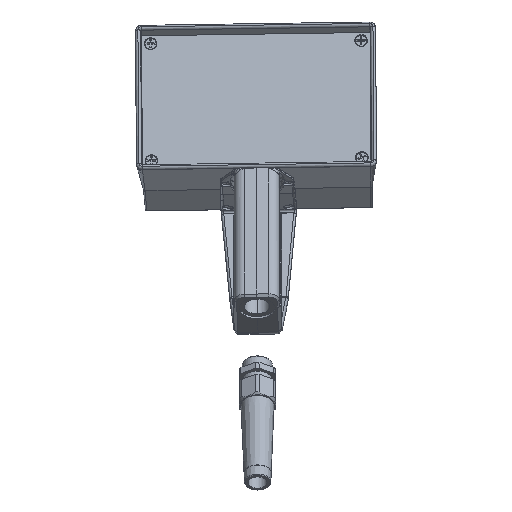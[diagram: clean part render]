
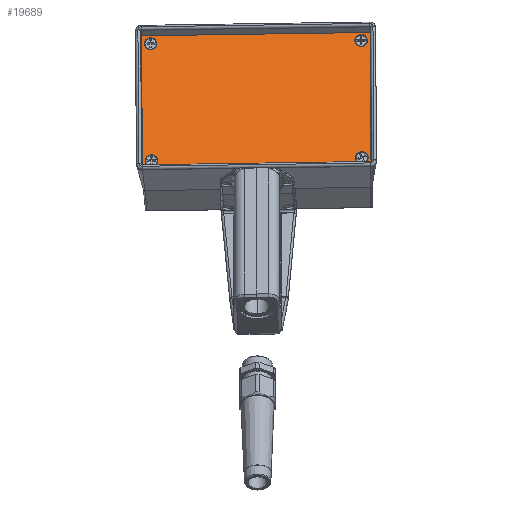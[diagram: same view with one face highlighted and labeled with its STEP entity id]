
A CAD part, top view. The second image highlights one B-rep face of the part: STEP entity #19689.
In plain terms, the highlighted face is planar.
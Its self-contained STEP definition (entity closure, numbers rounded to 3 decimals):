
#14 = CARTESIAN_POINT ( 'NONE',  ( 46.4, -70., 3. ) ) ;
#373 = LINE ( 'NONE', #14644, #5632 ) ;
#640 = FACE_BOUND ( 'NONE', #10799, .T. ) ;
#820 = VECTOR ( 'NONE', #16754, 1000. ) ;
#992 = LINE ( 'NONE', #11784, #32855 ) ;
#1078 = DIRECTION ( 'NONE',  ( 0., 0., 1. ) ) ;
#1121 = CARTESIAN_POINT ( 'NONE',  ( -48., 75.5, 3. ) ) ;
#1318 = ORIENTED_EDGE ( 'NONE', *, *, #4411, .F. ) ;
#1341 = VERTEX_POINT ( 'NONE', #4362 ) ;
#1618 = LINE ( 'NONE', #29546, #820 ) ;
#1638 = CARTESIAN_POINT ( 'NONE',  ( -48.5, 75.5, 3. ) ) ;
#2009 = AXIS2_PLACEMENT_3D ( 'NONE', #2239, #20298, #4836 ) ;
#2093 = CIRCLE ( 'NONE', #2009, 3.9 ) ;
#2170 = VERTEX_POINT ( 'NONE', #20407 ) ;
#2220 = ORIENTED_EDGE ( 'NONE', *, *, #29119, .T. ) ;
#2239 = CARTESIAN_POINT ( 'NONE',  ( -42.5, -70., 3. ) ) ;
#2505 = ORIENTED_EDGE ( 'NONE', *, *, #3779, .F. ) ;
#2676 = DIRECTION ( 'NONE',  ( 1., 0., 0. ) ) ;
#3123 = CARTESIAN_POINT ( 'NONE',  ( -46.4, -70., 3. ) ) ;
#3350 = AXIS2_PLACEMENT_3D ( 'NONE', #20626, #18169, #2676 ) ;
#3707 = DIRECTION ( 'NONE',  ( 1., 0., 0. ) ) ;
#3743 = DIRECTION ( 'NONE',  ( 0., 0., 1. ) ) ;
#3779 = EDGE_CURVE ( 'NONE', #13956, #26987, #15691, .T. ) ;
#4168 = AXIS2_PLACEMENT_3D ( 'NONE', #16572, #1078, #19151 ) ;
#4231 = VERTEX_POINT ( 'NONE', #7077 ) ;
#4362 = CARTESIAN_POINT ( 'NONE',  ( 48.5, 75.5, 3. ) ) ;
#4374 = AXIS2_PLACEMENT_3D ( 'NONE', #13652, #26251, #17063 ) ;
#4411 = EDGE_CURVE ( 'NONE', #2170, #17505, #22918, .T. ) ;
#4415 = ORIENTED_EDGE ( 'NONE', *, *, #11810, .T. ) ;
#4836 = DIRECTION ( 'NONE',  ( 1., 0., 0. ) ) ;
#4923 = EDGE_CURVE ( 'NONE', #12039, #4231, #19289, .T. ) ;
#5234 = VERTEX_POINT ( 'NONE', #18323 ) ;
#5237 = ORIENTED_EDGE ( 'NONE', *, *, #27424, .F. ) ;
#5402 = CARTESIAN_POINT ( 'NONE',  ( 48., -75.5, 3. ) ) ;
#5440 = ORIENTED_EDGE ( 'NONE', *, *, #11135, .T. ) ;
#5632 = VECTOR ( 'NONE', #22297, 1000. ) ;
#6088 = CARTESIAN_POINT ( 'NONE',  ( 48., 75.5, 3. ) ) ;
#6107 = DIRECTION ( 'NONE',  ( 1., 0., 0. ) ) ;
#6142 = CIRCLE ( 'NONE', #4168, 3.9 ) ;
#6822 = CARTESIAN_POINT ( 'NONE',  ( 38.6, -70., 3. ) ) ;
#7077 = CARTESIAN_POINT ( 'NONE',  ( 46.4, 70., 3. ) ) ;
#7736 = VERTEX_POINT ( 'NONE', #10003 ) ;
#7840 = CARTESIAN_POINT ( 'NONE',  ( -42.5, 70., 3. ) ) ;
#7999 = DIRECTION ( 'NONE',  ( 1., 0., 0. ) ) ;
#8280 = ORIENTED_EDGE ( 'NONE', *, *, #29842, .F. ) ;
#8653 = ORIENTED_EDGE ( 'NONE', *, *, #15146, .T. ) ;
#8692 = DIRECTION ( 'NONE',  ( 1., 0., 0. ) ) ;
#9094 = ORIENTED_EDGE ( 'NONE', *, *, #4923, .F. ) ;
#9141 = EDGE_LOOP ( 'NONE', ( #31502, #9094 ) ) ;
#9207 = ORIENTED_EDGE ( 'NONE', *, *, #22111, .T. ) ;
#9480 = ORIENTED_EDGE ( 'NONE', *, *, #10557, .T. ) ;
#9549 = EDGE_CURVE ( 'NONE', #4231, #12039, #26316, .T. ) ;
#10003 = CARTESIAN_POINT ( 'NONE',  ( -48., -76., 3. ) ) ;
#10433 = DIRECTION ( 'NONE',  ( 1., 0., 0. ) ) ;
#10557 = EDGE_CURVE ( 'NONE', #7736, #27297, #1618, .T. ) ;
#10702 = CIRCLE ( 'NONE', #21767, 0.5 ) ;
#10799 = EDGE_LOOP ( 'NONE', ( #1318, #8280 ) ) ;
#10937 = ORIENTED_EDGE ( 'NONE', *, *, #16913, .T. ) ;
#11135 = EDGE_CURVE ( 'NONE', #1341, #28957, #28233, .T. ) ;
#11268 = DIRECTION ( 'NONE',  ( 0., 0., 1. ) ) ;
#11784 = CARTESIAN_POINT ( 'NONE',  ( -48.5, -75.5, 3. ) ) ;
#11810 = EDGE_CURVE ( 'NONE', #21017, #16261, #992, .T. ) ;
#12039 = VERTEX_POINT ( 'NONE', #13496 ) ;
#13281 = DIRECTION ( 'NONE',  ( 0., 0., 1. ) ) ;
#13340 = DIRECTION ( 'NONE',  ( 0., 0., 1. ) ) ;
#13496 = CARTESIAN_POINT ( 'NONE',  ( 38.6, 70., 3. ) ) ;
#13617 = FACE_BOUND ( 'NONE', #30937, .T. ) ;
#13652 = CARTESIAN_POINT ( 'NONE',  ( 42.5, -70., 3. ) ) ;
#13956 = VERTEX_POINT ( 'NONE', #6822 ) ;
#14096 = CARTESIAN_POINT ( 'NONE',  ( 48.5, -75.5, 3. ) ) ;
#14590 = VECTOR ( 'NONE', #32099, 1000. ) ;
#14644 = CARTESIAN_POINT ( 'NONE',  ( 48., 76., 3. ) ) ;
#14866 = CARTESIAN_POINT ( 'NONE',  ( 48.5, -75.5, 3. ) ) ;
#15070 = AXIS2_PLACEMENT_3D ( 'NONE', #6088, #24149, #8692 ) ;
#15146 = EDGE_CURVE ( 'NONE', #28463, #1341, #28299, .T. ) ;
#15368 = CIRCLE ( 'NONE', #17954, 3.9 ) ;
#15466 = CARTESIAN_POINT ( 'NONE',  ( -42.5, 70., 3. ) ) ;
#15494 = CARTESIAN_POINT ( 'NONE',  ( 48., 76., 3. ) ) ;
#15584 = PLANE ( 'NONE',  #3350 ) ;
#15691 = CIRCLE ( 'NONE', #4374, 3.9 ) ;
#15886 = CARTESIAN_POINT ( 'NONE',  ( -48., 76., 3. ) ) ;
#16261 = VERTEX_POINT ( 'NONE', #31183 ) ;
#16572 = CARTESIAN_POINT ( 'NONE',  ( 42.5, -70., 3. ) ) ;
#16647 = AXIS2_PLACEMENT_3D ( 'NONE', #15466, #13340, #6107 ) ;
#16754 = DIRECTION ( 'NONE',  ( 1., 0., 0. ) ) ;
#16913 = EDGE_CURVE ( 'NONE', #28957, #31307, #373, .T. ) ;
#16993 = DIRECTION ( 'NONE',  ( 0., -1., 0. ) ) ;
#17063 = DIRECTION ( 'NONE',  ( 1., 0., 0. ) ) ;
#17244 = EDGE_LOOP ( 'NONE', ( #30883, #2505 ) ) ;
#17505 = VERTEX_POINT ( 'NONE', #31415 ) ;
#17954 = AXIS2_PLACEMENT_3D ( 'NONE', #26721, #11268, #29294 ) ;
#18169 = DIRECTION ( 'NONE',  ( 0., 0., 1. ) ) ;
#18323 = CARTESIAN_POINT ( 'NONE',  ( -38.6, -70., 3. ) ) ;
#19151 = DIRECTION ( 'NONE',  ( 1., 0., 0. ) ) ;
#19193 = DIRECTION ( 'NONE',  ( 0., 0., 1. ) ) ;
#19235 = CARTESIAN_POINT ( 'NONE',  ( -48., -75.5, 3. ) ) ;
#19289 = CIRCLE ( 'NONE', #32615, 3.9 ) ;
#19646 = CARTESIAN_POINT ( 'NONE',  ( 48., -76., 3. ) ) ;
#19689 = ADVANCED_FACE ( 'NONE', ( #28904, #640, #27278, #13617, #20431 ), #15584, .T. ) ;
#20298 = DIRECTION ( 'NONE',  ( 0., 0., 1. ) ) ;
#20407 = CARTESIAN_POINT ( 'NONE',  ( -38.6, 70., 3. ) ) ;
#20431 = FACE_BOUND ( 'NONE', #17244, .T. ) ;
#20626 = CARTESIAN_POINT ( 'NONE',  ( -48., 75.5, 3. ) ) ;
#21017 = VERTEX_POINT ( 'NONE', #1638 ) ;
#21767 = AXIS2_PLACEMENT_3D ( 'NONE', #1121, #19193, #3707 ) ;
#21815 = DIRECTION ( 'NONE',  ( 1., 0., 0. ) ) ;
#21861 = CIRCLE ( 'NONE', #30881, 0.5 ) ;
#22111 = EDGE_CURVE ( 'NONE', #27297, #28463, #28582, .T. ) ;
#22297 = DIRECTION ( 'NONE',  ( -1., 0., 0. ) ) ;
#22773 = ORIENTED_EDGE ( 'NONE', *, *, #31431, .T. ) ;
#22918 = CIRCLE ( 'NONE', #16647, 3.9 ) ;
#23445 = DIRECTION ( 'NONE',  ( 0., 0., 1. ) ) ;
#23521 = AXIS2_PLACEMENT_3D ( 'NONE', #5402, #23445, #7999 ) ;
#24149 = DIRECTION ( 'NONE',  ( 0., 0., 1. ) ) ;
#25904 = DIRECTION ( 'NONE',  ( 0., 0., 1. ) ) ;
#26251 = DIRECTION ( 'NONE',  ( 0., 0., 1. ) ) ;
#26316 = CIRCLE ( 'NONE', #32500, 3.9 ) ;
#26410 = CIRCLE ( 'NONE', #26757, 3.9 ) ;
#26655 = VERTEX_POINT ( 'NONE', #3123 ) ;
#26721 = CARTESIAN_POINT ( 'NONE',  ( -42.5, -70., 3. ) ) ;
#26757 = AXIS2_PLACEMENT_3D ( 'NONE', #7840, #25904, #10433 ) ;
#26987 = VERTEX_POINT ( 'NONE', #14 ) ;
#27278 = FACE_OUTER_BOUND ( 'NONE', #32563, .T. ) ;
#27297 = VERTEX_POINT ( 'NONE', #19646 ) ;
#27424 = EDGE_CURVE ( 'NONE', #26655, #5234, #2093, .T. ) ;
#27888 = EDGE_CURVE ( 'NONE', #26987, #13956, #6142, .T. ) ;
#28233 = CIRCLE ( 'NONE', #15070, 0.5 ) ;
#28299 = LINE ( 'NONE', #14096, #14590 ) ;
#28444 = DIRECTION ( 'NONE',  ( 1., 0., 0. ) ) ;
#28463 = VERTEX_POINT ( 'NONE', #14866 ) ;
#28473 = DIRECTION ( 'NONE',  ( 0., 0., 1. ) ) ;
#28521 = CARTESIAN_POINT ( 'NONE',  ( 42.5, 70., 3. ) ) ;
#28582 = CIRCLE ( 'NONE', #23521, 0.5 ) ;
#28673 = CARTESIAN_POINT ( 'NONE',  ( 42.5, 70., 3. ) ) ;
#28904 = FACE_BOUND ( 'NONE', #9141, .T. ) ;
#28957 = VERTEX_POINT ( 'NONE', #15494 ) ;
#29119 = EDGE_CURVE ( 'NONE', #31307, #21017, #10702, .T. ) ;
#29294 = DIRECTION ( 'NONE',  ( 1., 0., 0. ) ) ;
#29546 = CARTESIAN_POINT ( 'NONE',  ( 48., -76., 3. ) ) ;
#29842 = EDGE_CURVE ( 'NONE', #17505, #2170, #26410, .T. ) ;
#30562 = ORIENTED_EDGE ( 'NONE', *, *, #32328, .F. ) ;
#30881 = AXIS2_PLACEMENT_3D ( 'NONE', #19235, #3743, #21815 ) ;
#30883 = ORIENTED_EDGE ( 'NONE', *, *, #27888, .F. ) ;
#30937 = EDGE_LOOP ( 'NONE', ( #30562, #5237 ) ) ;
#31183 = CARTESIAN_POINT ( 'NONE',  ( -48.5, -75.5, 3. ) ) ;
#31299 = DIRECTION ( 'NONE',  ( 1., 0., 0. ) ) ;
#31307 = VERTEX_POINT ( 'NONE', #15886 ) ;
#31415 = CARTESIAN_POINT ( 'NONE',  ( -46.4, 70., 3. ) ) ;
#31431 = EDGE_CURVE ( 'NONE', #16261, #7736, #21861, .T. ) ;
#31502 = ORIENTED_EDGE ( 'NONE', *, *, #9549, .F. ) ;
#32099 = DIRECTION ( 'NONE',  ( 0., 1., 0. ) ) ;
#32328 = EDGE_CURVE ( 'NONE', #5234, #26655, #15368, .T. ) ;
#32500 = AXIS2_PLACEMENT_3D ( 'NONE', #28673, #13281, #31299 ) ;
#32563 = EDGE_LOOP ( 'NONE', ( #2220, #4415, #22773, #9480, #9207, #8653, #5440, #10937 ) ) ;
#32615 = AXIS2_PLACEMENT_3D ( 'NONE', #28521, #28473, #28444 ) ;
#32855 = VECTOR ( 'NONE', #16993, 1000. ) ;
